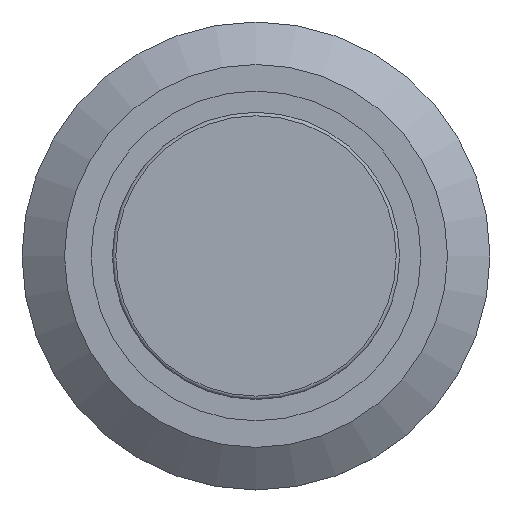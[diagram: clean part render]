
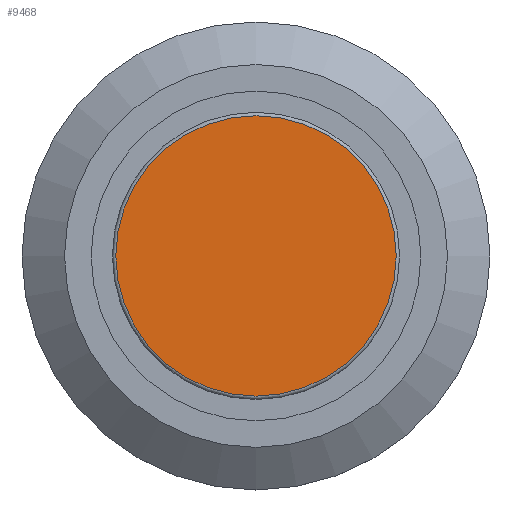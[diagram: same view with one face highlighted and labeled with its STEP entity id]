
A CAD part, top view. The second image highlights one B-rep face of the part: STEP entity #9468.
In plain terms, the highlighted planar face has unit normal (0, 0, 1).
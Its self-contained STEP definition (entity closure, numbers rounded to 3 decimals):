
#9448=CARTESIAN_POINT('',(-6.59,0.0,2.));
#9449=VERTEX_POINT('',#9448);
#9450=CARTESIAN_POINT('',(0.0,0.0,2.));
#9451=DIRECTION('',(0.0,0.0,-1.0));
#9452=DIRECTION('',(1.0,0.0,0.0));
#9453=AXIS2_PLACEMENT_3D('',#9450,#9451,#9452);
#9454=CIRCLE('',#9453,6.59);
#9455=EDGE_CURVE('',#9449,#9449,#9454,.T.);
#9460=CARTESIAN_POINT('',(-7.249,7.249,2.));
#9461=DIRECTION('',(0.0,0.0,-1.0));
#9462=DIRECTION('',(-1.0,0.0,0.0));
#9463=AXIS2_PLACEMENT_3D('',#9460,#9461,#9462);
#9464=PLANE('',#9463);
#9465=ORIENTED_EDGE('',*,*,#9455,.F.);
#9466=EDGE_LOOP('',(#9465));
#9467=FACE_OUTER_BOUND('',#9466,.T.);
#9468=ADVANCED_FACE('',(#9467),#9464,.F.);
